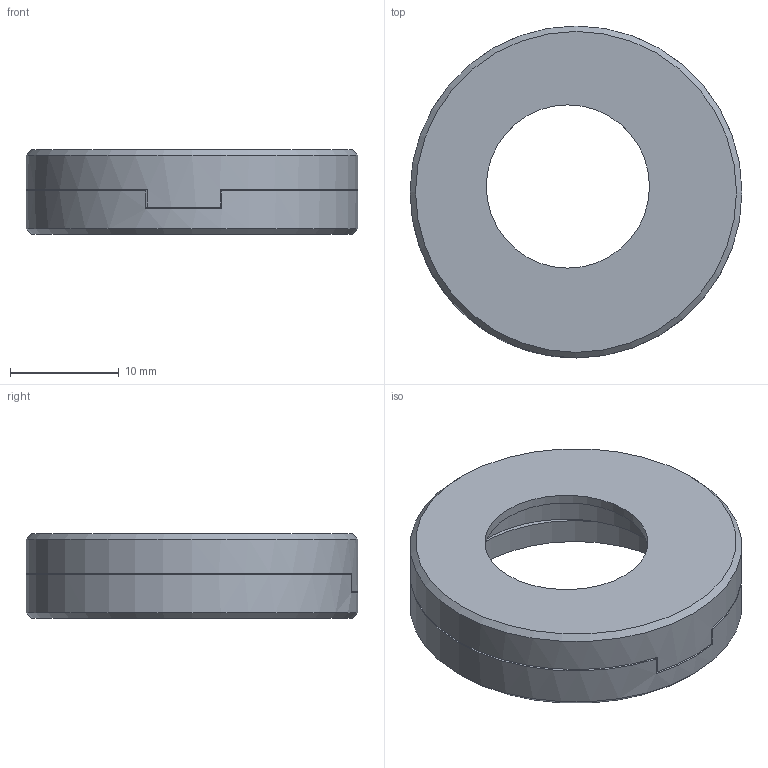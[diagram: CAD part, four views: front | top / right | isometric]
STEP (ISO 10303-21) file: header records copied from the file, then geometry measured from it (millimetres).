
FILE_DESCRIPTION(/* description */ (''),/* implementation_level */ '2;1');
FILE_NAME(/* name */ 'DUOWEISI_NRF52832_LS2DH_airtag-adapter.step',/* time_stamp */ '2024-06-05T09:08:02-07:00',/* author */ (''),/* organization */ (''),/* preprocessor_version */ 'ST-DEVELOPER v20',/* originating_system */ 'Autodesk Translation Framework v13.14.0.145',/* authorisation */ '');
FILE_SCHEMA (('AUTOMOTIVE_DESIGN { 1 0 10303 214 3 1 1 }'));
Length unit declared in the file: millimetre
Products named in the file (2): DUOWEISI_NRF52832_LS2DH_airtag-adapter; encasing
Assembly tree (1 placements, depth 2):
  DUOWEISI_NRF52832_LS2DH_airtag-adapter
    encasing
Bounding box: 30.5 x 30.5 x 7.8 mm (x, y, z)
Volume: 2693.6 mm3; surface area: 3129.6 mm2
Topology: 2 solids, 2 shells, 52 faces, 139 edges, 92 vertices
Faces by surface type: plane 31, cylinder 19, cone 2
Full cylindrical faces by diameter (mm): 15 x1, 30.5 x2
Entity records: 1691 total; most frequent: DIRECTION 293, CARTESIAN_POINT 286, ORIENTED_EDGE 278, EDGE_CURVE 139, AXIS2_PLACEMENT_3D 99, LINE 95, VECTOR 95, VERTEX_POINT 92
